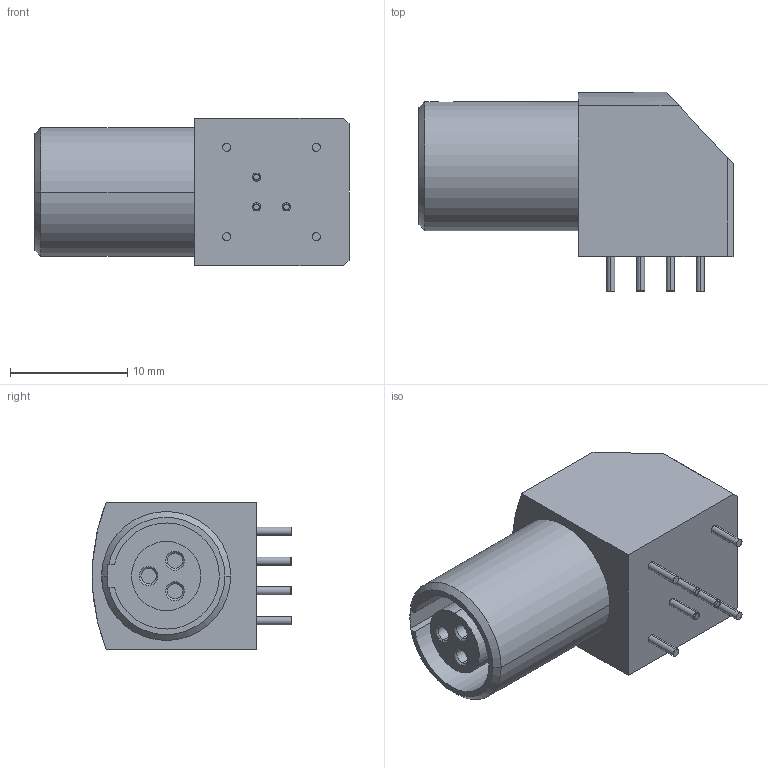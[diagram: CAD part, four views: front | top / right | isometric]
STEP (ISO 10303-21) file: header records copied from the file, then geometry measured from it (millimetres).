
FILE_DESCRIPTION((''),'2;1');
FILE_NAME('GF1L0C-P03Q','2024-01-02T13:38:20',('RTrager'),(''),'CREO PARAMETRIC BY PTC INC, 2022014','CREO PARAMETRIC BY PTC INC, 2022014','');
FILE_SCHEMA(('AUTOMOTIVE_DESIGN { 1 0 10303 214 1 1 1 1 }'));
Length unit declared in the file: millimetre
Products named in the file (1): GF1L0C-P03Q
Bounding box: 26.8 x 17 x 12.6 mm (x, y, z)
Volume: 2866.3 mm3; surface area: 2121.4 mm2
Topology: 1 solids, 1 shells, 67 faces, 143 edges, 90 vertices
Faces by surface type: cylinder 28, plane 25, cone 8, torus 6
Entity records: 7109 total; most frequent: PROPERTY_DEFINITION 885, REPRESENTATION 884, PROPERTY_DEFINITION_REPRESENTATION 884, DESCRIPTIVE_REPRESENTATION_ITEM 453, GENERAL_PROPERTY 452, GENERAL_PROPERTY_ASSOCIATION 452, CARTESIAN_POINT 444, VALUE_REPRESENTATION_ITEM 425
